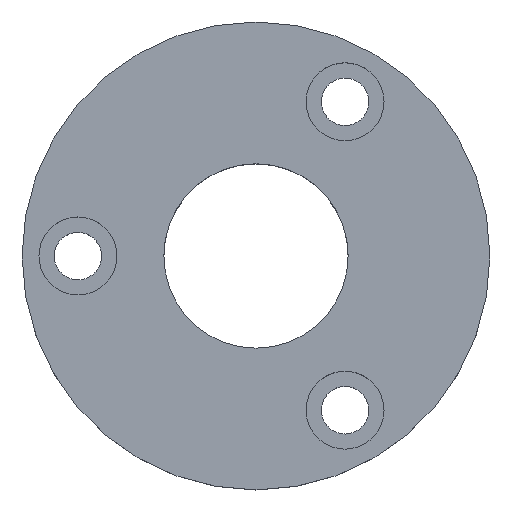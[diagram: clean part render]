
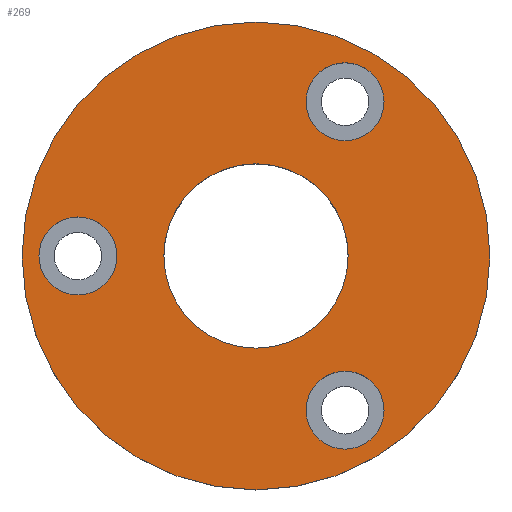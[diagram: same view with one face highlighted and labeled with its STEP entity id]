
A CAD part, top view. The second image highlights one B-rep face of the part: STEP entity #269.
In plain terms, the highlighted planar face has unit normal (0, 0, 1).
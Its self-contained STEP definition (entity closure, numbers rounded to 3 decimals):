
#23=FACE_BOUND('',#71,.T.);
#24=FACE_BOUND('',#72,.T.);
#25=FACE_BOUND('',#73,.T.);
#26=FACE_BOUND('',#74,.T.);
#32=PLANE('',#318);
#45=FACE_OUTER_BOUND('',#70,.T.);
#70=EDGE_LOOP('',(#221));
#71=EDGE_LOOP('',(#222));
#72=EDGE_LOOP('',(#223));
#73=EDGE_LOOP('',(#224));
#74=EDGE_LOOP('',(#225));
#111=CIRCLE('',#291,6.5);
#117=CIRCLE('',#299,2.75);
#120=CIRCLE('',#304,2.75);
#123=CIRCLE('',#309,2.75);
#128=CIRCLE('',#317,16.5);
#129=VERTEX_POINT('',#414);
#137=VERTEX_POINT('',#433);
#140=VERTEX_POINT('',#442);
#143=VERTEX_POINT('',#451);
#150=VERTEX_POINT('',#469);
#151=EDGE_CURVE('',#129,#129,#111,.T.);
#160=EDGE_CURVE('',#137,#137,#117,.T.);
#164=EDGE_CURVE('',#140,#140,#120,.T.);
#168=EDGE_CURVE('',#143,#143,#123,.T.);
#176=EDGE_CURVE('',#150,#150,#128,.T.);
#221=ORIENTED_EDGE('',*,*,#176,.T.);
#222=ORIENTED_EDGE('',*,*,#151,.T.);
#223=ORIENTED_EDGE('',*,*,#160,.T.);
#224=ORIENTED_EDGE('',*,*,#164,.T.);
#225=ORIENTED_EDGE('',*,*,#168,.T.);
#269=ADVANCED_FACE('',(#45,#23,#24,#25,#26),#32,.T.);
#291=AXIS2_PLACEMENT_3D('',#415,#329,#330);
#299=AXIS2_PLACEMENT_3D('',#434,#348,#349);
#304=AXIS2_PLACEMENT_3D('',#443,#359,#360);
#309=AXIS2_PLACEMENT_3D('',#452,#370,#371);
#317=AXIS2_PLACEMENT_3D('',#470,#389,#390);
#318=AXIS2_PLACEMENT_3D('',#472,#392,#393);
#329=DIRECTION('center_axis',(0.,0.,
-1.));
#330=DIRECTION('ref_axis',(-1.,0.,0.));
#348=DIRECTION('center_axis',(0.,0.,
-1.));
#349=DIRECTION('ref_axis',(-1.,0.,0.));
#359=DIRECTION('center_axis',(0.,0.,
-1.));
#360=DIRECTION('ref_axis',(-1.,0.,0.));
#370=DIRECTION('center_axis',(0.,0.,
-1.));
#371=DIRECTION('ref_axis',(-1.,0.,0.));
#389=DIRECTION('center_axis',(0.,0.,
1.));
#390=DIRECTION('ref_axis',(-1.,0.,0.));
#392=DIRECTION('center_axis',(0.,0.,
1.));
#393=DIRECTION('ref_axis',(-1.,0.,0.));
#414=CARTESIAN_POINT('',(-3.503,-110.013,20.7));
#415=CARTESIAN_POINT('Origin',(-10.003,-110.013,20.7));
#433=CARTESIAN_POINT('',(-19.812,-110.013,20.7));
#434=CARTESIAN_POINT('Origin',(-22.562,-110.013,20.7));
#442=CARTESIAN_POINT('',(-0.973,-99.137,20.7));
#443=CARTESIAN_POINT('Origin',(-3.723,-99.137,20.7));
#451=CARTESIAN_POINT('',(-0.973,-120.89,20.7));
#452=CARTESIAN_POINT('Origin',(-3.723,-120.89,20.7));
#469=CARTESIAN_POINT('',(6.497,-110.013,20.7));
#470=CARTESIAN_POINT('Origin',(-10.003,-110.013,20.7));
#472=CARTESIAN_POINT('Origin',(-10.003,-110.013,20.7));
